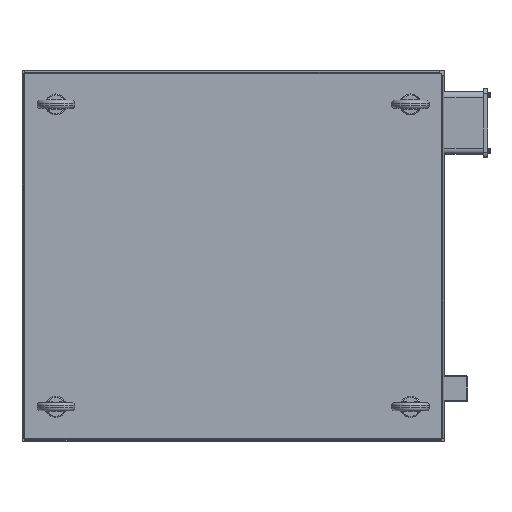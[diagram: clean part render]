
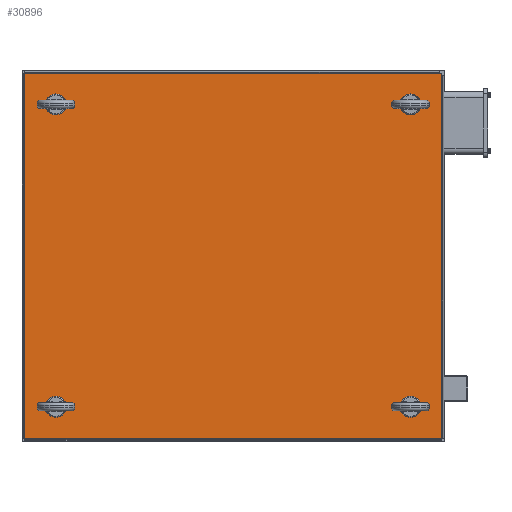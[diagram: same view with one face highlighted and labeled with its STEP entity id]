
A CAD part, top view. The second image highlights one B-rep face of the part: STEP entity #30896.
In plain terms, the highlighted planar face has unit normal (0, 0, 1).
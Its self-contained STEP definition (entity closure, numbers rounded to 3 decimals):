
#954=FACE_BOUND('',#8772,.T.);
#955=FACE_BOUND('',#8773,.T.);
#956=FACE_BOUND('',#8774,.T.);
#957=FACE_BOUND('',#8775,.T.);
#2551=LINE('',#56255,#4326);
#2552=LINE('',#56257,#4327);
#2553=LINE('',#56259,#4328);
#2554=LINE('',#56260,#4329);
#4326=VECTOR('',#38625,1.);
#4327=VECTOR('',#38626,1.);
#4328=VECTOR('',#38627,1.);
#4329=VECTOR('',#38628,1.);
#5766=PLANE('',#33125);
#6850=FACE_OUTER_BOUND('',#8771,.T.);
#8771=EDGE_LOOP('',(#22910,#22911,#22912,#22913));
#8772=EDGE_LOOP('',(#22914,#22915));
#8773=EDGE_LOOP('',(#22916,#22917));
#8774=EDGE_LOOP('',(#22918,#22919));
#8775=EDGE_LOOP('',(#22920,#22921));
#11259=CIRCLE('',#33126,20.);
#11260=CIRCLE('',#33127,20.);
#11261=CIRCLE('',#33128,20.);
#11262=CIRCLE('',#33129,20.);
#11263=CIRCLE('',#33130,20.);
#11264=CIRCLE('',#33131,20.);
#11265=CIRCLE('',#33132,20.);
#11266=CIRCLE('',#33133,20.);
#13456=VERTEX_POINT('',#56253);
#13457=VERTEX_POINT('',#56254);
#13458=VERTEX_POINT('',#56256);
#13459=VERTEX_POINT('',#56258);
#13460=VERTEX_POINT('',#56261);
#13461=VERTEX_POINT('',#56262);
#13462=VERTEX_POINT('',#56265);
#13463=VERTEX_POINT('',#56266);
#13464=VERTEX_POINT('',#56269);
#13465=VERTEX_POINT('',#56270);
#13466=VERTEX_POINT('',#56273);
#13467=VERTEX_POINT('',#56274);
#16955=EDGE_CURVE('',#13456,#13457,#2551,.T.);
#16956=EDGE_CURVE('',#13458,#13456,#2552,.T.);
#16957=EDGE_CURVE('',#13459,#13458,#2553,.T.);
#16958=EDGE_CURVE('',#13457,#13459,#2554,.T.);
#16959=EDGE_CURVE('',#13460,#13461,#11259,.T.);
#16960=EDGE_CURVE('',#13461,#13460,#11260,.T.);
#16961=EDGE_CURVE('',#13462,#13463,#11261,.T.);
#16962=EDGE_CURVE('',#13463,#13462,#11262,.T.);
#16963=EDGE_CURVE('',#13464,#13465,#11263,.T.);
#16964=EDGE_CURVE('',#13465,#13464,#11264,.T.);
#16965=EDGE_CURVE('',#13466,#13467,#11265,.T.);
#16966=EDGE_CURVE('',#13467,#13466,#11266,.T.);
#22910=ORIENTED_EDGE('',*,*,#16955,.F.);
#22911=ORIENTED_EDGE('',*,*,#16956,.F.);
#22912=ORIENTED_EDGE('',*,*,#16957,.F.);
#22913=ORIENTED_EDGE('',*,*,#16958,.F.);
#22914=ORIENTED_EDGE('',*,*,#16959,.T.);
#22915=ORIENTED_EDGE('',*,*,#16960,.T.);
#22916=ORIENTED_EDGE('',*,*,#16961,.T.);
#22917=ORIENTED_EDGE('',*,*,#16962,.T.);
#22918=ORIENTED_EDGE('',*,*,#16963,.T.);
#22919=ORIENTED_EDGE('',*,*,#16964,.T.);
#22920=ORIENTED_EDGE('',*,*,#16965,.T.);
#22921=ORIENTED_EDGE('',*,*,#16966,.T.);
#30896=ADVANCED_FACE('',(#6850,#954,#955,#956,#957),#5766,.T.);
#33125=AXIS2_PLACEMENT_3D('',#56252,#38623,#38624);
#33126=AXIS2_PLACEMENT_3D('',#56263,#38629,#38630);
#33127=AXIS2_PLACEMENT_3D('',#56264,#38631,#38632);
#33128=AXIS2_PLACEMENT_3D('',#56267,#38633,#38634);
#33129=AXIS2_PLACEMENT_3D('',#56268,#38635,#38636);
#33130=AXIS2_PLACEMENT_3D('',#56271,#38637,#38638);
#33131=AXIS2_PLACEMENT_3D('',#56272,#38639,#38640);
#33132=AXIS2_PLACEMENT_3D('',#56275,#38641,#38642);
#33133=AXIS2_PLACEMENT_3D('',#56276,#38643,#38644);
#38623=DIRECTION('center_axis',(0.,0.,1.));
#38624=DIRECTION('ref_axis',(1.,0.,0.));
#38625=DIRECTION('',(0.,1.,0.));
#38626=DIRECTION('',(-1.,0.,0.));
#38627=DIRECTION('',(0.,-1.,0.));
#38628=DIRECTION('',(1.,0.,0.));
#38629=DIRECTION('center_axis',(0.,0.,-1.));
#38630=DIRECTION('ref_axis',(1.,0.,0.));
#38631=DIRECTION('center_axis',(0.,0.,-1.));
#38632=DIRECTION('ref_axis',(1.,0.,0.));
#38633=DIRECTION('center_axis',(0.,0.,-1.));
#38634=DIRECTION('ref_axis',(1.,0.,0.));
#38635=DIRECTION('center_axis',(0.,0.,-1.));
#38636=DIRECTION('ref_axis',(1.,0.,0.));
#38637=DIRECTION('center_axis',(0.,0.,-1.));
#38638=DIRECTION('ref_axis',(1.,0.,0.));
#38639=DIRECTION('center_axis',(0.,0.,-1.));
#38640=DIRECTION('ref_axis',(1.,0.,0.));
#38641=DIRECTION('center_axis',(0.,0.,-1.));
#38642=DIRECTION('ref_axis',(1.,0.,0.));
#38643=DIRECTION('center_axis',(0.,0.,-1.));
#38644=DIRECTION('ref_axis',(1.,0.,0.));
#56252=CARTESIAN_POINT('Origin',(-1200.,0.,58.));
#56253=CARTESIAN_POINT('',(-1100.,50.,58.));
#56254=CARTESIAN_POINT('',(-1100.,750.,58.));
#56255=CARTESIAN_POINT('',(-1100.,0.,58.));
#56256=CARTESIAN_POINT('',(-300.,50.,58.));
#56257=CARTESIAN_POINT('',(-300.,50.,58.));
#56258=CARTESIAN_POINT('',(-300.,750.,58.));
#56259=CARTESIAN_POINT('',(-300.,800.,58.));
#56260=CARTESIAN_POINT('',(-1200.,750.,58.));
#56261=CARTESIAN_POINT('',(-1020.,690.,58.));
#56262=CARTESIAN_POINT('',(-1060.,690.,58.));
#56263=CARTESIAN_POINT('Origin',(-1040.,690.,58.));
#56264=CARTESIAN_POINT('Origin',(-1040.,690.,58.));
#56265=CARTESIAN_POINT('',(-340.,690.,58.));
#56266=CARTESIAN_POINT('',(-380.,690.,58.));
#56267=CARTESIAN_POINT('Origin',(-360.,690.,58.));
#56268=CARTESIAN_POINT('Origin',(-360.,690.,58.));
#56269=CARTESIAN_POINT('',(-1020.,110.,58.));
#56270=CARTESIAN_POINT('',(-1060.,110.,58.));
#56271=CARTESIAN_POINT('Origin',(-1040.,110.,58.));
#56272=CARTESIAN_POINT('Origin',(-1040.,110.,58.));
#56273=CARTESIAN_POINT('',(-340.,110.,58.));
#56274=CARTESIAN_POINT('',(-380.,110.,58.));
#56275=CARTESIAN_POINT('Origin',(-360.,110.,58.));
#56276=CARTESIAN_POINT('Origin',(-360.,110.,58.));
